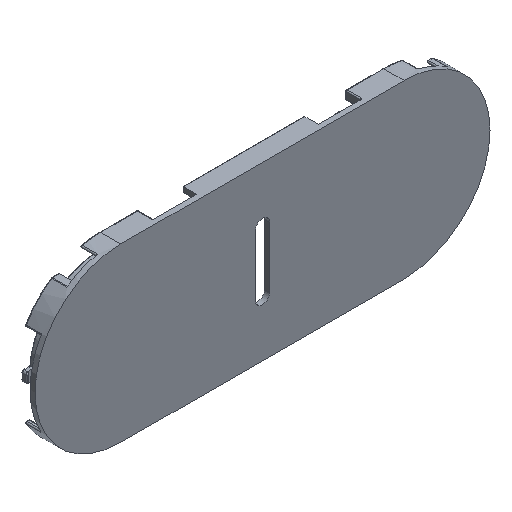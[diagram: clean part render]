
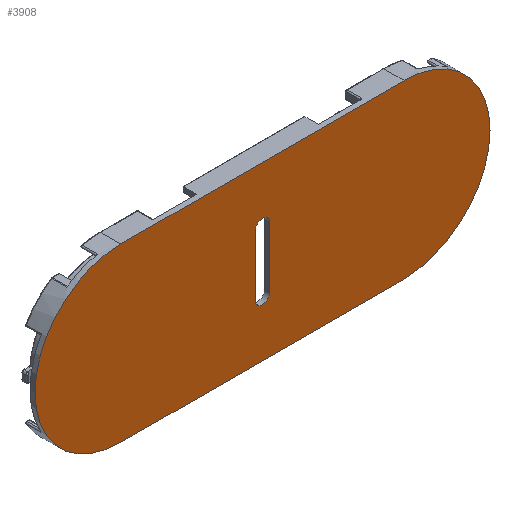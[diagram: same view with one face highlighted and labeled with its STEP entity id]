
A CAD part, isometric view. The second image highlights one B-rep face of the part: STEP entity #3908.
In plain terms, the highlighted planar face has unit normal (0, -1, 0).
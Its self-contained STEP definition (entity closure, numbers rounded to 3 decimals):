
#689 = CARTESIAN_POINT ( 'NONE',  ( 3.5, 0., -15. ) ) ;
#786 = DIRECTION ( 'NONE',  ( 0., 0., 1. ) ) ;
#838 = CARTESIAN_POINT ( 'NONE',  ( 0., 0., 15. ) ) ;
#855 = DIRECTION ( 'NONE',  ( 0., 0., 1. ) ) ;
#987 = VERTEX_POINT ( 'NONE', #1192 ) ;
#1005 = VERTEX_POINT ( 'NONE', #17409 ) ;
#1192 = CARTESIAN_POINT ( 'NONE',  ( 3.5, 0., 15. ) ) ;
#1484 = EDGE_CURVE ( 'NONE', #1005, #7000, #3406, .T. ) ;
#2062 = CARTESIAN_POINT ( 'NONE',  ( -3.5, 0., 15. ) ) ;
#2547 = EDGE_CURVE ( 'NONE', #1005, #12804, #9239, .T. ) ;
#2659 = DIRECTION ( 'NONE',  ( 0., 1., 0. ) ) ;
#3127 = VERTEX_POINT ( 'NONE', #2062 ) ;
#3349 = DIRECTION ( 'NONE',  ( 0., 1., 0. ) ) ;
#3406 = LINE ( 'NONE', #16141, #5940 ) ;
#3522 = EDGE_CURVE ( 'NONE', #7024, #12804, #7716, .T. ) ;
#3623 = ORIENTED_EDGE ( 'NONE', *, *, #3522, .T. ) ;
#3908 = ADVANCED_FACE ( 'NONE', ( #5035, #16251 ), #4939, .F. ) ;
#4014 = CARTESIAN_POINT ( 'NONE',  ( -70., 0., 0. ) ) ;
#4148 = DIRECTION ( 'NONE',  ( 0., 0., 1. ) ) ;
#4350 = CARTESIAN_POINT ( 'NONE',  ( 70., 0., -42.5 ) ) ;
#4690 = ORIENTED_EDGE ( 'NONE', *, *, #10730, .T. ) ;
#4939 = PLANE ( 'NONE',  #12571 ) ;
#5035 = FACE_BOUND ( 'NONE', #5557, .T. ) ;
#5091 = VERTEX_POINT ( 'NONE', #689 ) ;
#5139 = CARTESIAN_POINT ( 'NONE',  ( -70., 0., 42.5 ) ) ;
#5557 = EDGE_LOOP ( 'NONE', ( #8999, #9427, #4690, #5989, #17100 ) ) ;
#5751 = EDGE_CURVE ( 'NONE', #987, #5091, #5964, .T. ) ;
#5807 = DIRECTION ( 'NONE',  ( 0., 1., 0. ) ) ;
#5940 = VECTOR ( 'NONE', #14903, 1000. ) ;
#5964 = LINE ( 'NONE', #10104, #7056 ) ;
#5989 = ORIENTED_EDGE ( 'NONE', *, *, #5751, .T. ) ;
#6965 = CARTESIAN_POINT ( 'NONE',  ( 0., 0., 15. ) ) ;
#7000 = VERTEX_POINT ( 'NONE', #4350 ) ;
#7007 = AXIS2_PLACEMENT_3D ( 'NONE', #9830, #2659, #855 ) ;
#7024 = VERTEX_POINT ( 'NONE', #8397 ) ;
#7056 = VECTOR ( 'NONE', #11701, 1000. ) ;
#7224 = AXIS2_PLACEMENT_3D ( 'NONE', #6965, #12696, #4148 ) ;
#7452 = EDGE_CURVE ( 'NONE', #17424, #3127, #18256, .T. ) ;
#7716 = LINE ( 'NONE', #12116, #13755 ) ;
#7903 = EDGE_CURVE ( 'NONE', #7024, #7000, #16441, .T. ) ;
#8397 = CARTESIAN_POINT ( 'NONE',  ( 70., 0., 42.5 ) ) ;
#8999 = ORIENTED_EDGE ( 'NONE', *, *, #7452, .T. ) ;
#9014 = CARTESIAN_POINT ( 'NONE',  ( 70., 0., 0. ) ) ;
#9098 = CARTESIAN_POINT ( 'NONE',  ( 0., 0., 0. ) ) ;
#9206 = VECTOR ( 'NONE', #17036, 1000. ) ;
#9239 = CIRCLE ( 'NONE', #10725, 42.5 ) ;
#9427 = ORIENTED_EDGE ( 'NONE', *, *, #14749, .T. ) ;
#9501 = VERTEX_POINT ( 'NONE', #12714 ) ;
#9615 = EDGE_LOOP ( 'NONE', ( #12132, #13757, #10216, #3623 ) ) ;
#9735 = AXIS2_PLACEMENT_3D ( 'NONE', #838, #16661, #16851 ) ;
#9769 = DIRECTION ( 'NONE',  ( 0., 0., 1. ) ) ;
#9830 = CARTESIAN_POINT ( 'NONE',  ( 0., 0., -15. ) ) ;
#10052 = CIRCLE ( 'NONE', #9735, 3.5 ) ;
#10104 = CARTESIAN_POINT ( 'NONE',  ( 3.5, 0., 15. ) ) ;
#10216 = ORIENTED_EDGE ( 'NONE', *, *, #7903, .F. ) ;
#10725 = AXIS2_PLACEMENT_3D ( 'NONE', #4014, #14191, #9769 ) ;
#10730 = EDGE_CURVE ( 'NONE', #9501, #987, #10052, .T. ) ;
#11287 = CARTESIAN_POINT ( 'NONE',  ( -3.5, 0., 15. ) ) ;
#11339 = AXIS2_PLACEMENT_3D ( 'NONE', #9014, #5807, #17570 ) ;
#11501 = CARTESIAN_POINT ( 'NONE',  ( -3.5, 0., -15. ) ) ;
#11701 = DIRECTION ( 'NONE',  ( 0., 0., -1. ) ) ;
#12116 = CARTESIAN_POINT ( 'NONE',  ( 0., 0., 42.5 ) ) ;
#12132 = ORIENTED_EDGE ( 'NONE', *, *, #2547, .F. ) ;
#12571 = AXIS2_PLACEMENT_3D ( 'NONE', #9098, #3349, #786 ) ;
#12696 = DIRECTION ( 'NONE',  ( 0., 1., 0. ) ) ;
#12714 = CARTESIAN_POINT ( 'NONE',  ( 0., 0., 18.5 ) ) ;
#12804 = VERTEX_POINT ( 'NONE', #5139 ) ;
#13533 = DIRECTION ( 'NONE',  ( -1., 0., 0. ) ) ;
#13755 = VECTOR ( 'NONE', #13533, 1000. ) ;
#13757 = ORIENTED_EDGE ( 'NONE', *, *, #1484, .T. ) ;
#14191 = DIRECTION ( 'NONE',  ( 0., 1., 0. ) ) ;
#14749 = EDGE_CURVE ( 'NONE', #3127, #9501, #17731, .T. ) ;
#14903 = DIRECTION ( 'NONE',  ( 1., 0., 0. ) ) ;
#16141 = CARTESIAN_POINT ( 'NONE',  ( 0., 0., -42.5 ) ) ;
#16251 = FACE_OUTER_BOUND ( 'NONE', #9615, .T. ) ;
#16315 = CIRCLE ( 'NONE', #7007, 3.5 ) ;
#16441 = CIRCLE ( 'NONE', #11339, 42.5 ) ;
#16661 = DIRECTION ( 'NONE',  ( 0., 1., 0. ) ) ;
#16851 = DIRECTION ( 'NONE',  ( 0., 0., 1. ) ) ;
#17036 = DIRECTION ( 'NONE',  ( 0., 0., 1. ) ) ;
#17100 = ORIENTED_EDGE ( 'NONE', *, *, #17378, .T. ) ;
#17378 = EDGE_CURVE ( 'NONE', #5091, #17424, #16315, .T. ) ;
#17409 = CARTESIAN_POINT ( 'NONE',  ( -70., 0., -42.5 ) ) ;
#17424 = VERTEX_POINT ( 'NONE', #11501 ) ;
#17570 = DIRECTION ( 'NONE',  ( 0., 0., 1. ) ) ;
#17731 = CIRCLE ( 'NONE', #7224, 3.5 ) ;
#18256 = LINE ( 'NONE', #11287, #9206 ) ;
